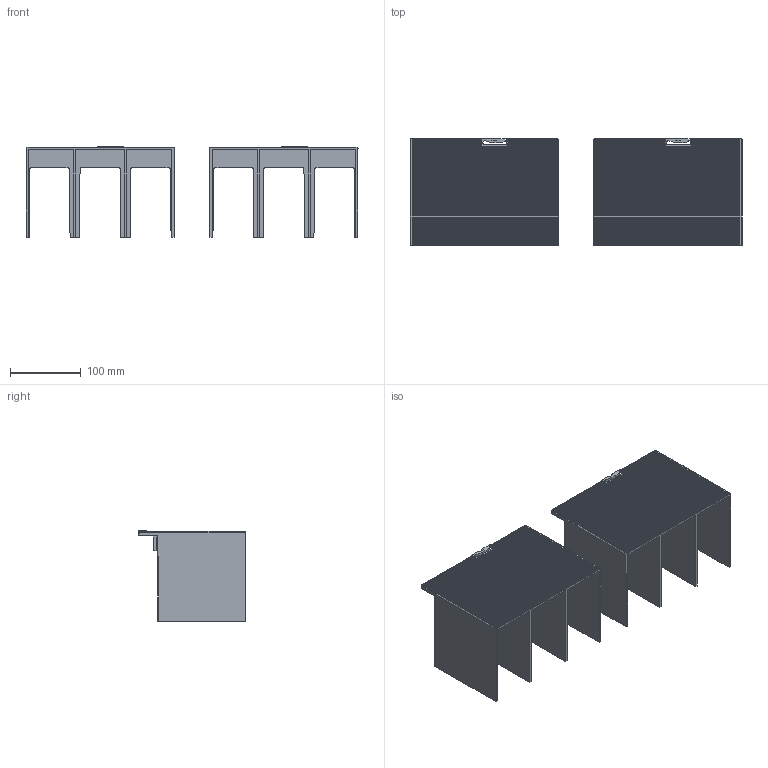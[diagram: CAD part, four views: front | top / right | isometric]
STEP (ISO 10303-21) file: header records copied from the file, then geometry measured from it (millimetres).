
FILE_DESCRIPTION( ( 'STEP AP214' ), '1' );
FILE_NAME( 'abb_LT750-AL_Terminal shroud, 3-pole, AF580-AF750 with lugs.stp', '2019-03-06T22:10:43', ( '' ), ( '' ), ' ', 'PARTsolutions', ' ' );
FILE_SCHEMA( ( 'AUTOMOTIVE_DESIGN { 1 0 10303 214 1 1 1 1 }' ) );
Length unit declared in the file: millimetre
Products named in the file (3): abb_LT750-AL_Terminal shroud, 3-pole, AF580-AF750 with lugs; _abb_LT750-AL_Terminal shroud, 3-pole, AF580-AF750 with lugs_1; _abb_LT750-AL_Terminal shroud, 3-pole, AF580-AF750 with lugs_2
Assembly tree (2 placements, depth 2):
  abb_LT750-AL_Terminal shroud, 3-pole, AF580-AF750 with lugs
    _abb_LT750-AL_Terminal shroud, 3-pole, AF580-AF750 with lugs_1
    _abb_LT750-AL_Terminal shroud, 3-pole, AF580-AF750 with lugs_2
Bounding box: 469.96 x 151 x 128.2 mm (x, y, z)
Volume: 607340 mm3; surface area: 447139.6 mm2
Topology: 2 solids, 2 shells, 1188 faces, 3560 edges, 2372 vertices
Faces by surface type: plane 1124, cylinder 64
Entity records: 48866 total; most frequent: CARTESIAN_POINT 7123, ORIENTED_EDGE 7120, DIRECTION 6070, EDGE_CURVE 3560, LINE 3432, VECTOR 3432, VERTEX_POINT 2372, AXIS2_PLACEMENT_3D 1319
